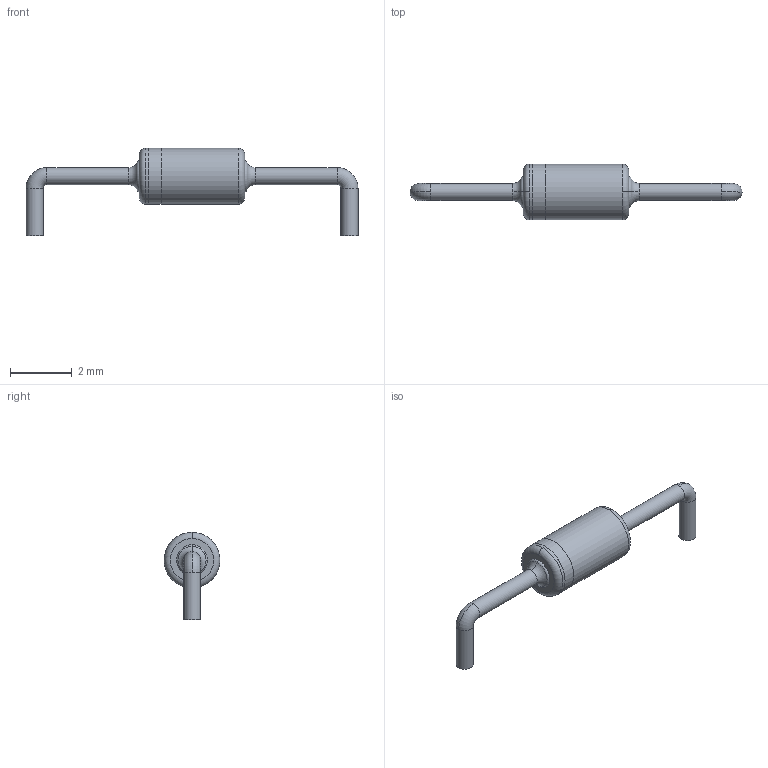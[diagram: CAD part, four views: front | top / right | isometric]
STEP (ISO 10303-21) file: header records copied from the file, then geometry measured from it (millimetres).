
FILE_DESCRIPTION(('FreeCAD Model'),'2;1');
FILE_NAME('diode.step','2020-03-25T22:22:24',( 'Author'),(''),'Open CASCADE STEP processor 7.3','FreeCAD','Unknown' );
FILE_SCHEMA(('AUTOMOTIVE_DESIGN { 1 0 10303 214 1 1 1 1 }'));
Length unit declared in the file: millimetre
Products named in the file (1): Cut
Bounding box: 10.71 x 1.8 x 2.82 mm (x, y, z)
Volume: 11.1 mm3; surface area: 40.8 mm2
Topology: 1 solids, 1 shells, 29 faces, 63 edges, 40 vertices
Faces by surface type: torus 16, cylinder 7, plane 6
Full cylindrical faces by diameter (mm): 0.55 x4, 1.8 x2, 1.802 x1
Entity records: 1878 total; most frequent: CARTESIAN_POINT 314, DIRECTION 290, ORIENTED_EDGE 126, PCURVE 126, DEFINITIONAL_REPRESENTATION 126, LINE 106, VECTOR 106, AXIS2_PLACEMENT_3D 86
